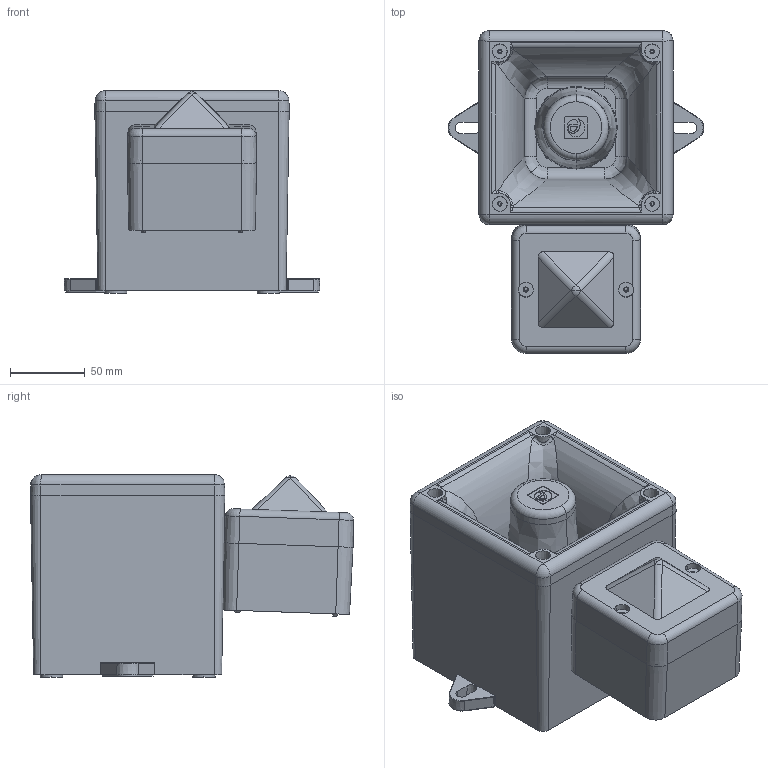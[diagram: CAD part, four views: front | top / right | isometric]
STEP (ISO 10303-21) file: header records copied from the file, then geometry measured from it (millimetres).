
FILE_DESCRIPTION (( 'STEP AP203' ), '1' );
FILE_NAME ('D244-05-601-3D_Issue_A.STEP', '2020-11-25T15:56:57', ( '' ), ( '' ), 'SwSTEP 2.0', 'SolidWorks 2020', '' );
FILE_SCHEMA (( 'CONFIG_CONTROL_DESIGN' ));
Length unit declared in the file: millimetre
Products named in the file (15): Sounder Base.STEP.STEP; D244-05-601-3D_Issue_A; D218-50-031-3D_Issue_1.STEP.STEP; SCSSST6X14P_111.STEP.STEP; D244-05-001-3D_Issue_A.STEP; D218-50-001-3D_Issue_2.STEP.STEP; Sounder base strip.STEP.STEP; Beacon base.step; D2216-3D_Issue_A.STEP.STEP; Lens.step; D218-50-051-3D_Issue_1.STEP.STEP; D218-50-111-3D_Issue_1.STEP.STEP; SCSSST6X34P.STEP.STEP; D2215-3D_Issue_A.STEP.STEP; horn.STEP.STEP
Assembly tree (16 placements, depth 4):
  D244-05-601-3D_Issue_A
    D244-05-001-3D_Issue_A.STEP
      horn.STEP.STEP
        D2215-3D_Issue_A.STEP.STEP
        D2216-3D_Issue_A.STEP.STEP
        D218-50-001-3D_Issue_2.STEP.STEP
        D218-50-031-3D_Issue_1.STEP.STEP
        D218-50-051-3D_Issue_1.STEP.STEP
      Sounder Base.STEP.STEP
        Sounder base strip.STEP.STEP
        SCSSST6X14P_111.STEP.STEP
        D218-50-111-3D_Issue_1.STEP.STEP  x2
        SCSSST6X34P.STEP.STEP  x2
    Beacon base.step
    Lens.step
Bounding box: 171 x 216.11 x 135.6 mm (x, y, z)
Volume: 582963.3 mm3; surface area: 396250.9 mm2
Topology: 13 solids, 13 shells, 1677 faces, 4178 edges, 2633 vertices
Faces by surface type: plane 664, cone 376, cylinder 350, bspline 175, torus 74, sphere 38
Entity records: 61868 total; most frequent: CARTESIAN_POINT 27510, ORIENTED_EDGE 6956, DIRECTION 6619, EDGE_CURVE 3478, AXIS2_PLACEMENT_3D 2455, VERTEX_POINT 2232, VECTOR 1709, LINE 1709
